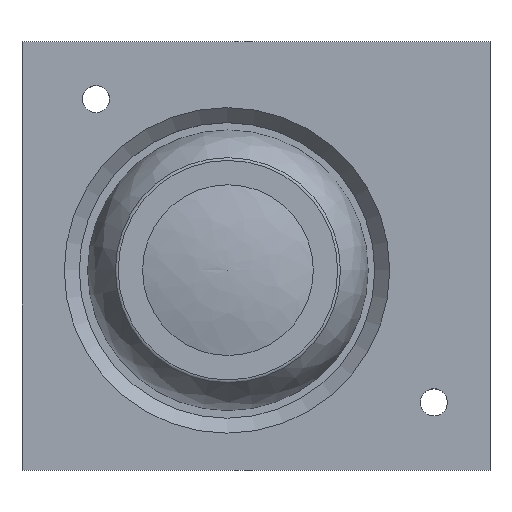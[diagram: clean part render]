
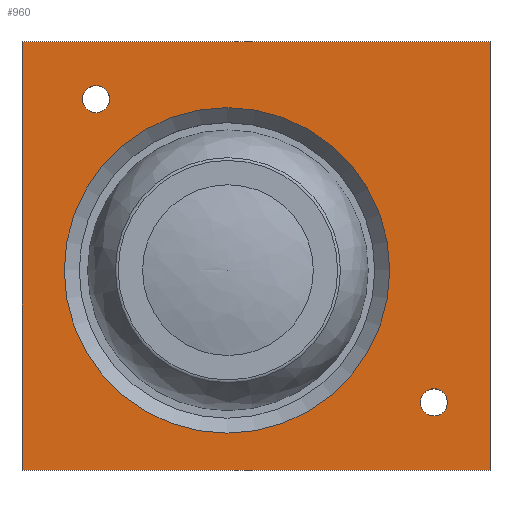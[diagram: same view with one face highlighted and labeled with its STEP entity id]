
A CAD part, top view. The second image highlights one B-rep face of the part: STEP entity #960.
In plain terms, the highlighted planar face has unit normal (0, 0, 1).
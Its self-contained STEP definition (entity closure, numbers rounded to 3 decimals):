
#51=FACE_BOUND('',#176,.T.);
#52=FACE_BOUND('',#177,.T.);
#53=FACE_BOUND('',#178,.T.);
#69=CIRCLE('',#1040,0.725);
#72=CIRCLE('',#1049,8.694);
#74=CIRCLE('',#1053,0.725);
#118=FACE_OUTER_BOUND('',#175,.T.);
#175=EDGE_LOOP('',(#727,#728,#729,#730));
#176=EDGE_LOOP('',(#731));
#177=EDGE_LOOP('',(#732));
#178=EDGE_LOOP('',(#733));
#229=LINE('',#1408,#322);
#232=LINE('',#1414,#325);
#236=LINE('',#1421,#329);
#274=LINE('',#1532,#367);
#322=VECTOR('',#1126,10.);
#325=VECTOR('',#1131,10.);
#329=VECTOR('',#1137,10.);
#367=VECTOR('',#1223,10.);
#415=VERTEX_POINT('',#1405);
#416=VERTEX_POINT('',#1407);
#418=VERTEX_POINT('',#1413);
#420=VERTEX_POINT('',#1419);
#446=VERTEX_POINT('',#1492);
#456=VERTEX_POINT('',#1524);
#458=VERTEX_POINT('',#1533);
#504=EDGE_CURVE('',#416,#415,#229,.T.);
#507=EDGE_CURVE('',#418,#416,#232,.T.);
#511=EDGE_CURVE('',#415,#420,#236,.T.);
#543=EDGE_CURVE('',#446,#446,#69,.T.);
#559=EDGE_CURVE('',#456,#456,#72,.T.);
#563=EDGE_CURVE('',#420,#418,#274,.T.);
#564=EDGE_CURVE('',#458,#458,#74,.T.);
#727=ORIENTED_EDGE('',*,*,#504,.T.);
#728=ORIENTED_EDGE('',*,*,#511,.T.);
#729=ORIENTED_EDGE('',*,*,#563,.T.);
#730=ORIENTED_EDGE('',*,*,#507,.T.);
#731=ORIENTED_EDGE('',*,*,#543,.T.);
#732=ORIENTED_EDGE('',*,*,#564,.T.);
#733=ORIENTED_EDGE('',*,*,#559,.F.);
#918=PLANE('',#1052);
#960=ADVANCED_FACE('',(#118,#51,#52,#53),#918,.T.);
#1040=AXIS2_PLACEMENT_3D('',#1493,#1182,#1183);
#1049=AXIS2_PLACEMENT_3D('',#1525,#1213,#1214);
#1052=AXIS2_PLACEMENT_3D('',#1531,#1221,#1222);
#1053=AXIS2_PLACEMENT_3D('',#1534,#1224,#1225);
#1126=DIRECTION('',(-1.,0.,0.));
#1131=DIRECTION('',(0.,1.,0.));
#1137=DIRECTION('',(0.,-1.,0.));
#1182=DIRECTION('center_axis',(0.,0.,-1.));
#1183=DIRECTION('ref_axis',(1.,0.,0.));
#1213=DIRECTION('center_axis',(0.,0.,1.));
#1214=DIRECTION('ref_axis',(-1.,0.,0.));
#1221=DIRECTION('center_axis',(0.,0.,1.));
#1222=DIRECTION('ref_axis',(-1.,0.,0.));
#1223=DIRECTION('',(1.,0.,0.));
#1224=DIRECTION('center_axis',(0.,0.,-1.));
#1225=DIRECTION('ref_axis',(1.,0.,0.));
#1405=CARTESIAN_POINT('',(-12.5,11.45,0.));
#1407=CARTESIAN_POINT('',(12.5,11.45,0.));
#1408=CARTESIAN_POINT('',(6.375,11.45,0.));
#1413=CARTESIAN_POINT('',(12.5,-11.45,0.));
#1414=CARTESIAN_POINT('',(12.5,-5.618,0.));
#1419=CARTESIAN_POINT('',(-12.5,-11.45,0.));
#1421=CARTESIAN_POINT('',(-12.5,11.477,0.));
#1492=CARTESIAN_POINT('',(8.775,-7.823,0.));
#1493=CARTESIAN_POINT('Origin',(9.5,-7.823,0.));
#1524=CARTESIAN_POINT('',(7.145,-0.773,0.));
#1525=CARTESIAN_POINT('Origin',(-1.55,-0.773,0.));
#1531=CARTESIAN_POINT('Origin',(0.25,0.214,0.));
#1532=CARTESIAN_POINT('',(-12.5,-11.45,0.));
#1533=CARTESIAN_POINT('',(-9.275,8.377,0.));
#1534=CARTESIAN_POINT('Origin',(-8.55,8.377,0.));
